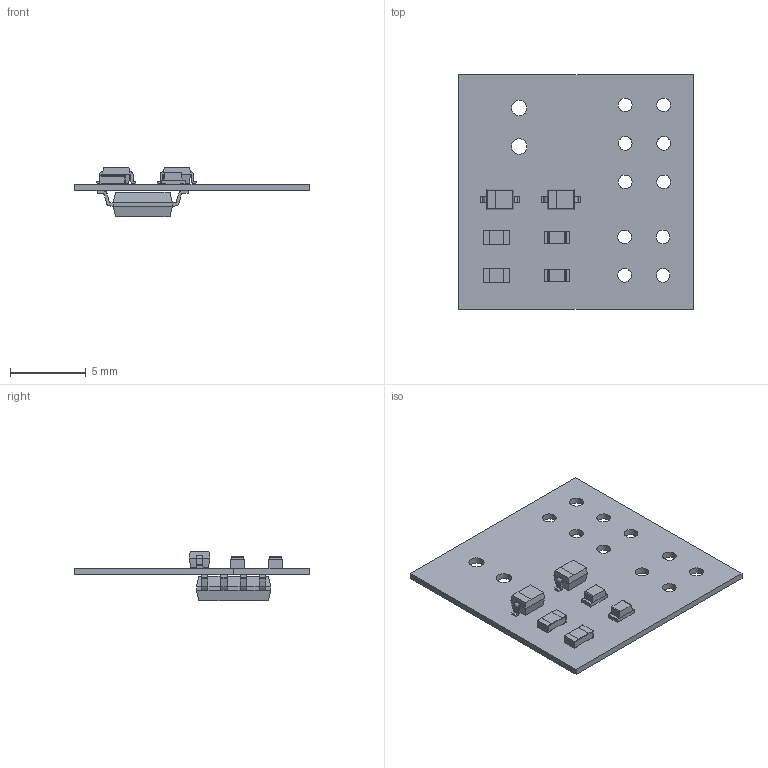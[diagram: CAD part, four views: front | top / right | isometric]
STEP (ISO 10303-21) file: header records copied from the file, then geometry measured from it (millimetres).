
FILE_DESCRIPTION(('Open CASCADE Model'),'2;1');
FILE_NAME('Open CASCADE Shape Model','2015-08-09T20:26:47',('Author'),( 'Open CASCADE'),'Open CASCADE STEP processor 6.8','Open CASCADE 6.8' ,'Unknown');
FILE_SCHEMA(('AUTOMOTIVE_DESIGN { 1 0 10303 214 1 1 1 1 }'));
Length unit declared in the file: millimetre
Products named in the file (13): PCB; Board; D2; SOD323; D1; R2; RES_0603_(1608_metric); R1; LED2; LED_0603_APT1608_RED; LED1; Q1; SOIC-8
Assembly tree (15 placements, depth 3):
  PCB
    Board
    D2
      SOD323
    D1
      SOD323
    R2
      RES_0603_(1608_metric)
    R1
      RES_0603_(1608_metric)
    LED2
      LED_0603_APT1608_RED
    LED1
      LED_0603_APT1608_RED
    Q1
      SOIC-8
Bounding box: 15.5 x 15.5 x 3.25 mm (x, y, z)
Volume: 133.5 mm3; surface area: 629.8 mm2
Topology: 8 solids, 8 shells, 373 faces, 984 edges, 632 vertices
Faces by surface type: plane 307, cylinder 64, sphere 2
Full cylindrical faces by diameter (mm): 0.9 x10, 1.016 x2
Entity records: 21538 total; most frequent: CARTESIAN_POINT 7305, DIRECTION 2478, LINE 1662, VECTOR 1662, ORIENTED_EDGE 1370, PCURVE 1370, DEFINITIONAL_REPRESENTATION 1370, EDGE_CURVE 685
